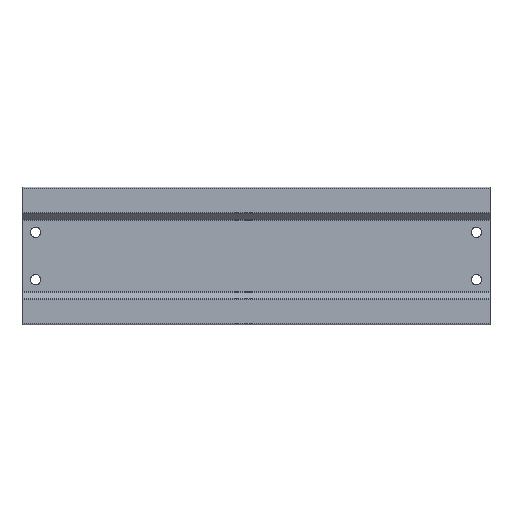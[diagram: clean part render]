
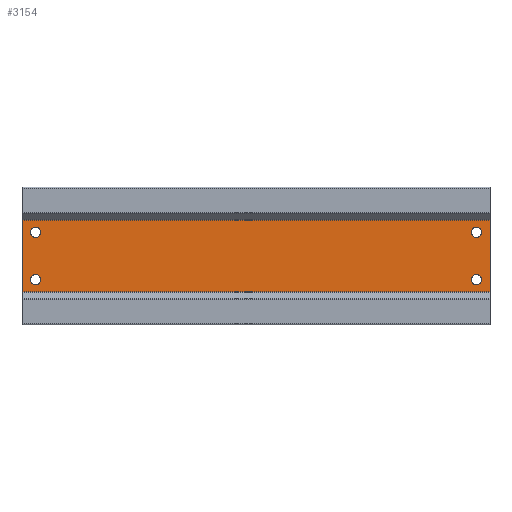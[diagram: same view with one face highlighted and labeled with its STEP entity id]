
A CAD part, front view. The second image highlights one B-rep face of the part: STEP entity #3154.
In plain terms, the highlighted planar face has unit normal (0, -1, 0).
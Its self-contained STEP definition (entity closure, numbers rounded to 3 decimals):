
#13 = AXIS2_PLACEMENT_3D ( 'NONE', #5218, #1925, #5768 ) ;
#25 = EDGE_CURVE ( 'NONE', #2852, #1644, #5005, .T. ) ;
#82 = EDGE_CURVE ( 'NONE', #1218, #1552, #1892, .T. ) ;
#193 = VERTEX_POINT ( 'NONE', #3448 ) ;
#235 = ORIENTED_EDGE ( 'NONE', *, *, #4681, .T. ) ;
#238 = AXIS2_PLACEMENT_3D ( 'NONE', #5096, #1789, #5643 ) ;
#415 = CARTESIAN_POINT ( 'NONE',  ( -97.5, -10., -10.5 ) ) ;
#428 = CARTESIAN_POINT ( 'NONE',  ( -103.5, -10., 16. ) ) ;
#568 = AXIS2_PLACEMENT_3D ( 'NONE', #3518, #6832, #3544 ) ;
#758 = AXIS2_PLACEMENT_3D ( 'NONE', #415, #4298, #975 ) ;
#772 = EDGE_CURVE ( 'NONE', #1218, #5026, #3409, .T. ) ;
#835 = CARTESIAN_POINT ( 'NONE',  ( 97.5, -10., 10.5 ) ) ;
#975 = DIRECTION ( 'NONE',  ( 0., 0., 1. ) ) ;
#1004 = FACE_OUTER_BOUND ( 'NONE', #6632, .T. ) ;
#1126 = CARTESIAN_POINT ( 'NONE',  ( 103.5, -10., -15.793 ) ) ;
#1174 = CARTESIAN_POINT ( 'NONE',  ( 97.5, -10., -8.25 ) ) ;
#1218 = VERTEX_POINT ( 'NONE', #4145 ) ;
#1390 = EDGE_CURVE ( 'NONE', #1552, #4430, #3759, .T. ) ;
#1419 = DIRECTION ( 'NONE',  ( 0., 0., 1. ) ) ;
#1509 = DIRECTION ( 'NONE',  ( 0., 0., 1. ) ) ;
#1552 = VERTEX_POINT ( 'NONE', #1126 ) ;
#1644 = VERTEX_POINT ( 'NONE', #1174 ) ;
#1789 = DIRECTION ( 'NONE',  ( 0., 1., 0. ) ) ;
#1892 = LINE ( 'NONE', #3360, #3720 ) ;
#1925 = DIRECTION ( 'NONE',  ( 0., 1., 0. ) ) ;
#1929 = CIRCLE ( 'NONE', #7029, 2.25 ) ;
#1936 = VECTOR ( 'NONE', #1509, 1000. ) ;
#1940 = VECTOR ( 'NONE', #5413, 1000. ) ;
#1973 = CARTESIAN_POINT ( 'NONE',  ( -97.5, -10., 10.5 ) ) ;
#1974 = AXIS2_PLACEMENT_3D ( 'NONE', #5783, #2503, #6343 ) ;
#2117 = EDGE_CURVE ( 'NONE', #5589, #193, #1929, .T. ) ;
#2151 = CIRCLE ( 'NONE', #13, 2.25 ) ;
#2192 = CARTESIAN_POINT ( 'NONE',  ( -103.5, -10., 15.793 ) ) ;
#2291 = DIRECTION ( 'NONE',  ( 1., 0., 0. ) ) ;
#2329 = DIRECTION ( 'NONE',  ( 0., 1., 0. ) ) ;
#2353 = ORIENTED_EDGE ( 'NONE', *, *, #25, .T. ) ;
#2373 = LINE ( 'NONE', #2521, #5114 ) ;
#2375 = ORIENTED_EDGE ( 'NONE', *, *, #4365, .T. ) ;
#2503 = DIRECTION ( 'NONE',  ( 0., 1., 0. ) ) ;
#2510 = FACE_BOUND ( 'NONE', #5000, .T. ) ;
#2521 = CARTESIAN_POINT ( 'NONE',  ( -103.5, -10., 15.793 ) ) ;
#2527 = VERTEX_POINT ( 'NONE', #6426 ) ;
#2547 = DIRECTION ( 'NONE',  ( 0., 0., 1. ) ) ;
#2574 = ORIENTED_EDGE ( 'NONE', *, *, #6665, .T. ) ;
#2665 = EDGE_CURVE ( 'NONE', #193, #5589, #6499, .T. ) ;
#2733 = CARTESIAN_POINT ( 'NONE',  ( -97.5, -10., -8.25 ) ) ;
#2747 = DIRECTION ( 'NONE',  ( 0., 0., 1. ) ) ;
#2773 = DIRECTION ( 'NONE',  ( 0., 1., 0. ) ) ;
#2798 = CARTESIAN_POINT ( 'NONE',  ( 97.5, -10., -10.5 ) ) ;
#2852 = VERTEX_POINT ( 'NONE', #7047 ) ;
#2978 = CIRCLE ( 'NONE', #758, 2.25 ) ;
#3033 = EDGE_CURVE ( 'NONE', #4553, #5938, #3195, .T. ) ;
#3154 = ADVANCED_FACE ( 'NONE', ( #3963, #6877, #4481, #2510, #1004 ), #5723, .F. ) ;
#3195 = CIRCLE ( 'NONE', #4061, 2.25 ) ;
#3283 = ORIENTED_EDGE ( 'NONE', *, *, #1390, .T. ) ;
#3360 = CARTESIAN_POINT ( 'NONE',  ( 103.5, -10., -15.793 ) ) ;
#3409 = LINE ( 'NONE', #428, #1940 ) ;
#3448 = CARTESIAN_POINT ( 'NONE',  ( -97.5, -10., 12.75 ) ) ;
#3518 = CARTESIAN_POINT ( 'NONE',  ( -103.5, -10., 16. ) ) ;
#3544 = DIRECTION ( 'NONE',  ( 0., 0., 1. ) ) ;
#3648 = ORIENTED_EDGE ( 'NONE', *, *, #5319, .T. ) ;
#3707 = AXIS2_PLACEMENT_3D ( 'NONE', #835, #4722, #1419 ) ;
#3717 = DIRECTION ( 'NONE',  ( -1., 0., 0. ) ) ;
#3720 = VECTOR ( 'NONE', #2291, 1000. ) ;
#3759 = LINE ( 'NONE', #4814, #1936 ) ;
#3963 = FACE_BOUND ( 'NONE', #4845, .T. ) ;
#3987 = ORIENTED_EDGE ( 'NONE', *, *, #6242, .T. ) ;
#4061 = AXIS2_PLACEMENT_3D ( 'NONE', #5609, #2329, #6174 ) ;
#4145 = CARTESIAN_POINT ( 'NONE',  ( -103.5, -10., -15.793 ) ) ;
#4245 = ORIENTED_EDGE ( 'NONE', *, *, #2117, .T. ) ;
#4298 = DIRECTION ( 'NONE',  ( 0., 1., 0. ) ) ;
#4365 = EDGE_CURVE ( 'NONE', #1644, #2852, #2151, .T. ) ;
#4430 = VERTEX_POINT ( 'NONE', #4696 ) ;
#4481 = FACE_BOUND ( 'NONE', #6971, .T. ) ;
#4553 = VERTEX_POINT ( 'NONE', #2733 ) ;
#4646 = EDGE_LOOP ( 'NONE', ( #6790, #4245 ) ) ;
#4681 = EDGE_CURVE ( 'NONE', #5827, #2527, #5829, .T. ) ;
#4696 = CARTESIAN_POINT ( 'NONE',  ( 103.5, -10., 15.793 ) ) ;
#4722 = DIRECTION ( 'NONE',  ( 0., 1., 0. ) ) ;
#4724 = ORIENTED_EDGE ( 'NONE', *, *, #82, .T. ) ;
#4775 = CIRCLE ( 'NONE', #3707, 2.25 ) ;
#4814 = CARTESIAN_POINT ( 'NONE',  ( 103.5, -10., 16. ) ) ;
#4845 = EDGE_LOOP ( 'NONE', ( #6048, #3987 ) ) ;
#4846 = ORIENTED_EDGE ( 'NONE', *, *, #772, .F. ) ;
#5000 = EDGE_LOOP ( 'NONE', ( #3648, #235 ) ) ;
#5005 = CIRCLE ( 'NONE', #7108, 2.25 ) ;
#5026 = VERTEX_POINT ( 'NONE', #2192 ) ;
#5096 = CARTESIAN_POINT ( 'NONE',  ( 97.5, -10., 10.5 ) ) ;
#5114 = VECTOR ( 'NONE', #3717, 1000. ) ;
#5218 = CARTESIAN_POINT ( 'NONE',  ( 97.5, -10., -10.5 ) ) ;
#5319 = EDGE_CURVE ( 'NONE', #2527, #5827, #4775, .T. ) ;
#5413 = DIRECTION ( 'NONE',  ( 0., 0., 1. ) ) ;
#5589 = VERTEX_POINT ( 'NONE', #6554 ) ;
#5609 = CARTESIAN_POINT ( 'NONE',  ( -97.5, -10., -10.5 ) ) ;
#5643 = DIRECTION ( 'NONE',  ( 0., 0., 1. ) ) ;
#5723 = PLANE ( 'NONE',  #568 ) ;
#5742 = CARTESIAN_POINT ( 'NONE',  ( 97.5, -10., 8.25 ) ) ;
#5768 = DIRECTION ( 'NONE',  ( 0., 0., 1. ) ) ;
#5783 = CARTESIAN_POINT ( 'NONE',  ( -97.5, -10., 10.5 ) ) ;
#5822 = DIRECTION ( 'NONE',  ( 0., 1., 0. ) ) ;
#5827 = VERTEX_POINT ( 'NONE', #5742 ) ;
#5829 = CIRCLE ( 'NONE', #238, 2.25 ) ;
#5938 = VERTEX_POINT ( 'NONE', #6405 ) ;
#6048 = ORIENTED_EDGE ( 'NONE', *, *, #3033, .T. ) ;
#6174 = DIRECTION ( 'NONE',  ( 0., 0., 1. ) ) ;
#6242 = EDGE_CURVE ( 'NONE', #5938, #4553, #2978, .T. ) ;
#6343 = DIRECTION ( 'NONE',  ( 0., 0., 1. ) ) ;
#6405 = CARTESIAN_POINT ( 'NONE',  ( -97.5, -10., -12.75 ) ) ;
#6426 = CARTESIAN_POINT ( 'NONE',  ( 97.5, -10., 12.75 ) ) ;
#6499 = CIRCLE ( 'NONE', #1974, 2.25 ) ;
#6554 = CARTESIAN_POINT ( 'NONE',  ( -97.5, -10., 8.25 ) ) ;
#6632 = EDGE_LOOP ( 'NONE', ( #3283, #2574, #4846, #4724 ) ) ;
#6665 = EDGE_CURVE ( 'NONE', #4430, #5026, #2373, .T. ) ;
#6790 = ORIENTED_EDGE ( 'NONE', *, *, #2665, .T. ) ;
#6832 = DIRECTION ( 'NONE',  ( 0., 1., 0. ) ) ;
#6877 = FACE_BOUND ( 'NONE', #4646, .T. ) ;
#6971 = EDGE_LOOP ( 'NONE', ( #2375, #2353 ) ) ;
#7029 = AXIS2_PLACEMENT_3D ( 'NONE', #1973, #5822, #2547 ) ;
#7047 = CARTESIAN_POINT ( 'NONE',  ( 97.5, -10., -12.75 ) ) ;
#7108 = AXIS2_PLACEMENT_3D ( 'NONE', #2798, #2773, #2747 ) ;
